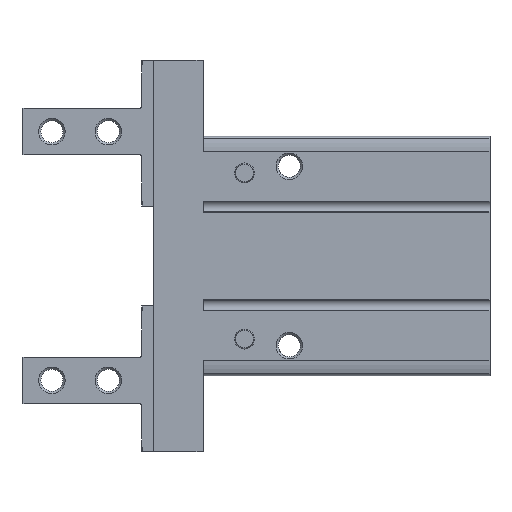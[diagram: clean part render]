
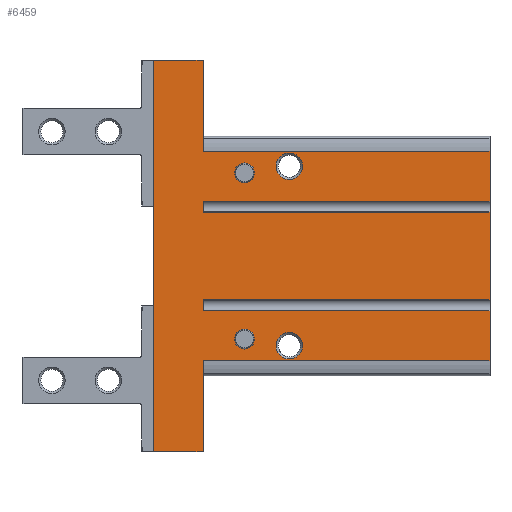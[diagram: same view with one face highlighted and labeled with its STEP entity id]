
A CAD part, left-side view. The second image highlights one B-rep face of the part: STEP entity #6459.
In plain terms, the highlighted face is planar.
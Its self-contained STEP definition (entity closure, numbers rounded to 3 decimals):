
#205=LINE('',#10003,#755);
#237=LINE('',#10149,#787);
#242=LINE('',#10173,#792);
#279=LINE('',#10356,#829);
#280=LINE('',#10364,#830);
#281=LINE('',#10366,#831);
#282=LINE('',#10368,#832);
#283=LINE('',#10369,#833);
#284=LINE('',#10371,#834);
#285=LINE('',#10373,#835);
#286=LINE('',#10374,#836);
#287=LINE('',#10376,#837);
#288=LINE('',#10378,#838);
#289=LINE('',#10380,#839);
#290=LINE('',#10382,#840);
#291=LINE('',#10384,#841);
#755=VECTOR('',#7821,1000.);
#787=VECTOR('',#7937,1000.);
#792=VECTOR('',#7956,1000.);
#829=VECTOR('',#8063,1000.);
#830=VECTOR('',#8072,1000.);
#831=VECTOR('',#8073,1000.);
#832=VECTOR('',#8074,1000.);
#833=VECTOR('',#8075,1000.);
#834=VECTOR('',#8076,1000.);
#835=VECTOR('',#8077,1000.);
#836=VECTOR('',#8078,1000.);
#837=VECTOR('',#8079,1000.);
#838=VECTOR('',#8080,1000.);
#839=VECTOR('',#8081,1000.);
#840=VECTOR('',#8082,1000.);
#841=VECTOR('',#8083,1000.);
#1246=PLANE('',#6993);
#1808=ORIENTED_EDGE('',*,*,#3310,.F.);
#1809=ORIENTED_EDGE('',*,*,#3314,.F.);
#1810=ORIENTED_EDGE('',*,*,#3633,.F.);
#1811=ORIENTED_EDGE('',*,*,#3634,.F.);
#1812=ORIENTED_EDGE('',*,*,#3471,.T.);
#1813=ORIENTED_EDGE('',*,*,#3635,.F.);
#1814=ORIENTED_EDGE('',*,*,#3636,.T.);
#1815=ORIENTED_EDGE('',*,*,#3637,.T.);
#1816=ORIENTED_EDGE('',*,*,#3557,.T.);
#1817=ORIENTED_EDGE('',*,*,#3638,.F.);
#1818=ORIENTED_EDGE('',*,*,#3639,.T.);
#1819=ORIENTED_EDGE('',*,*,#3640,.T.);
#1820=ORIENTED_EDGE('',*,*,#3545,.T.);
#1821=ORIENTED_EDGE('',*,*,#3641,.F.);
#1822=ORIENTED_EDGE('',*,*,#3642,.F.);
#1823=ORIENTED_EDGE('',*,*,#3643,.F.);
#1824=ORIENTED_EDGE('',*,*,#3644,.T.);
#1825=ORIENTED_EDGE('',*,*,#3645,.T.);
#1826=ORIENTED_EDGE('',*,*,#3646,.F.);
#1827=ORIENTED_EDGE('',*,*,#3631,.T.);
#3310=EDGE_CURVE('',#4257,#4257,#4914,.T.);
#3314=EDGE_CURVE('',#4261,#4261,#4918,.T.);
#3471=EDGE_CURVE('',#4383,#4382,#205,.T.);
#3545=EDGE_CURVE('',#4455,#4454,#237,.T.);
#3557=EDGE_CURVE('',#4467,#4466,#242,.T.);
#3631=EDGE_CURVE('',#4530,#4383,#279,.T.);
#3633=EDGE_CURVE('',#4531,#4531,#5033,.T.);
#3634=EDGE_CURVE('',#4532,#4532,#5034,.T.);
#3635=EDGE_CURVE('',#4533,#4382,#280,.T.);
#3636=EDGE_CURVE('',#4533,#4534,#281,.T.);
#3637=EDGE_CURVE('',#4534,#4467,#282,.T.);
#3638=EDGE_CURVE('',#4535,#4466,#283,.T.);
#3639=EDGE_CURVE('',#4535,#4536,#284,.T.);
#3640=EDGE_CURVE('',#4536,#4455,#285,.T.);
#3641=EDGE_CURVE('',#4537,#4454,#286,.T.);
#3642=EDGE_CURVE('',#4538,#4537,#287,.T.);
#3643=EDGE_CURVE('',#4539,#4538,#288,.T.);
#3644=EDGE_CURVE('',#4539,#4540,#289,.T.);
#3645=EDGE_CURVE('',#4540,#4541,#290,.T.);
#3646=EDGE_CURVE('',#4530,#4541,#291,.T.);
#4257=VERTEX_POINT('',#9566);
#4261=VERTEX_POINT('',#9576);
#4382=VERTEX_POINT('',#10002);
#4383=VERTEX_POINT('',#10004);
#4454=VERTEX_POINT('',#10148);
#4455=VERTEX_POINT('',#10150);
#4466=VERTEX_POINT('',#10172);
#4467=VERTEX_POINT('',#10174);
#4530=VERTEX_POINT('',#10357);
#4531=VERTEX_POINT('',#10361);
#4532=VERTEX_POINT('',#10363);
#4533=VERTEX_POINT('',#10365);
#4534=VERTEX_POINT('',#10367);
#4535=VERTEX_POINT('',#10370);
#4536=VERTEX_POINT('',#10372);
#4537=VERTEX_POINT('',#10375);
#4538=VERTEX_POINT('',#10377);
#4539=VERTEX_POINT('',#10379);
#4540=VERTEX_POINT('',#10381);
#4541=VERTEX_POINT('',#10383);
#4914=CIRCLE('',#6817,3.);
#4918=CIRCLE('',#6823,3.);
#5033=CIRCLE('',#6994,4.);
#5034=CIRCLE('',#6995,4.);
#5334=EDGE_LOOP('',(#1808));
#5335=EDGE_LOOP('',(#1809));
#5336=EDGE_LOOP('',(#1810));
#5337=EDGE_LOOP('',(#1811));
#5338=EDGE_LOOP('',(#1812,#1813,#1814,#1815,#1816,#1817,#1818,#1819,#1820,
#1821,#1822,#1823,#1824,#1825,#1826,#1827));
#5826=FACE_BOUND('',#5334,.T.);
#5827=FACE_BOUND('',#5335,.T.);
#5828=FACE_BOUND('',#5336,.T.);
#5829=FACE_BOUND('',#5337,.T.);
#5830=FACE_BOUND('',#5338,.T.);
#6459=ADVANCED_FACE('',(#5826,#5827,#5828,#5829,#5830),#1246,.F.);
#6817=AXIS2_PLACEMENT_3D('',#9565,#7554,#7555);
#6823=AXIS2_PLACEMENT_3D('',#9575,#7566,#7567);
#6993=AXIS2_PLACEMENT_3D('',#10359,#8066,#8067);
#6994=AXIS2_PLACEMENT_3D('',#10360,#8068,#8069);
#6995=AXIS2_PLACEMENT_3D('',#10362,#8070,#8071);
#7554=DIRECTION('',(0.,0.,1.));
#7555=DIRECTION('',(1.,0.,0.));
#7566=DIRECTION('',(0.,0.,1.));
#7567=DIRECTION('',(1.,0.,0.));
#7821=DIRECTION('',(1.,0.,0.));
#7937=DIRECTION('',(1.,0.,0.));
#7956=DIRECTION('',(1.,0.,0.));
#8063=DIRECTION('',(0.,-1.,0.));
#8066=DIRECTION('',(0.,0.,-1.));
#8067=DIRECTION('',(-1.,0.,0.));
#8068=DIRECTION('',(0.,0.,1.));
#8069=DIRECTION('',(1.,0.,0.));
#8070=DIRECTION('',(0.,0.,1.));
#8071=DIRECTION('',(1.,0.,0.));
#8072=DIRECTION('',(0.,-1.,0.));
#8073=DIRECTION('',(1.,0.,0.));
#8074=DIRECTION('',(0.,-1.,0.));
#8075=DIRECTION('',(0.,-1.,0.));
#8076=DIRECTION('',(1.,0.,0.));
#8077=DIRECTION('',(0.,-1.,0.));
#8078=DIRECTION('',(0.,-1.,0.));
#8079=DIRECTION('',(-1.,0.,0.));
#8080=DIRECTION('',(0.,-1.,0.));
#8081=DIRECTION('',(-1.,0.,0.));
#8082=DIRECTION('',(0.,-1.,0.));
#8083=DIRECTION('',(-1.,0.,0.));
#9565=CARTESIAN_POINT('',(-25.,73.9,24.));
#9566=CARTESIAN_POINT('',(-22.,73.9,24.));
#9575=CARTESIAN_POINT('',(25.,73.9,24.));
#9576=CARTESIAN_POINT('',(28.,73.9,24.));
#10002=CARTESIAN_POINT('',(-16.5,0.,24.));
#10003=CARTESIAN_POINT('',(-31.5,0.,24.));
#10004=CARTESIAN_POINT('',(-31.5,0.,24.));
#10148=CARTESIAN_POINT('',(31.5,0.,24.));
#10149=CARTESIAN_POINT('',(-31.5,0.,24.));
#10150=CARTESIAN_POINT('',(16.5,0.,24.));
#10172=CARTESIAN_POINT('',(13.1,0.,24.));
#10173=CARTESIAN_POINT('',(-31.5,0.,24.));
#10174=CARTESIAN_POINT('',(-13.1,0.,24.));
#10356=CARTESIAN_POINT('',(-31.5,86.4,24.));
#10357=CARTESIAN_POINT('',(-31.5,86.4,24.));
#10359=CARTESIAN_POINT('',(-31.5,86.4,24.));
#10360=CARTESIAN_POINT('',(-27.,60.4,24.));
#10361=CARTESIAN_POINT('',(-23.,60.4,24.));
#10362=CARTESIAN_POINT('',(27.,60.4,24.));
#10363=CARTESIAN_POINT('',(31.,60.4,24.));
#10364=CARTESIAN_POINT('',(-16.5,86.4,24.));
#10365=CARTESIAN_POINT('',(-16.5,86.4,24.));
#10366=CARTESIAN_POINT('',(-16.5,86.4,24.));
#10367=CARTESIAN_POINT('',(-13.1,86.4,24.));
#10368=CARTESIAN_POINT('',(-13.1,86.4,24.));
#10369=CARTESIAN_POINT('',(13.1,86.4,24.));
#10370=CARTESIAN_POINT('',(13.1,86.4,24.));
#10371=CARTESIAN_POINT('',(13.1,86.4,24.));
#10372=CARTESIAN_POINT('',(16.5,86.4,24.));
#10373=CARTESIAN_POINT('',(16.5,86.4,24.));
#10374=CARTESIAN_POINT('',(31.5,86.4,24.));
#10375=CARTESIAN_POINT('',(31.5,86.4,24.));
#10376=CARTESIAN_POINT('',(59.,86.4,24.));
#10377=CARTESIAN_POINT('',(59.,86.4,24.));
#10378=CARTESIAN_POINT('',(59.,101.2,24.));
#10379=CARTESIAN_POINT('',(59.,101.2,24.));
#10380=CARTESIAN_POINT('',(59.,101.2,24.));
#10381=CARTESIAN_POINT('',(-59.,101.2,24.));
#10382=CARTESIAN_POINT('',(-59.,101.2,24.));
#10383=CARTESIAN_POINT('',(-59.,86.4,24.));
#10384=CARTESIAN_POINT('',(59.,86.4,24.));
